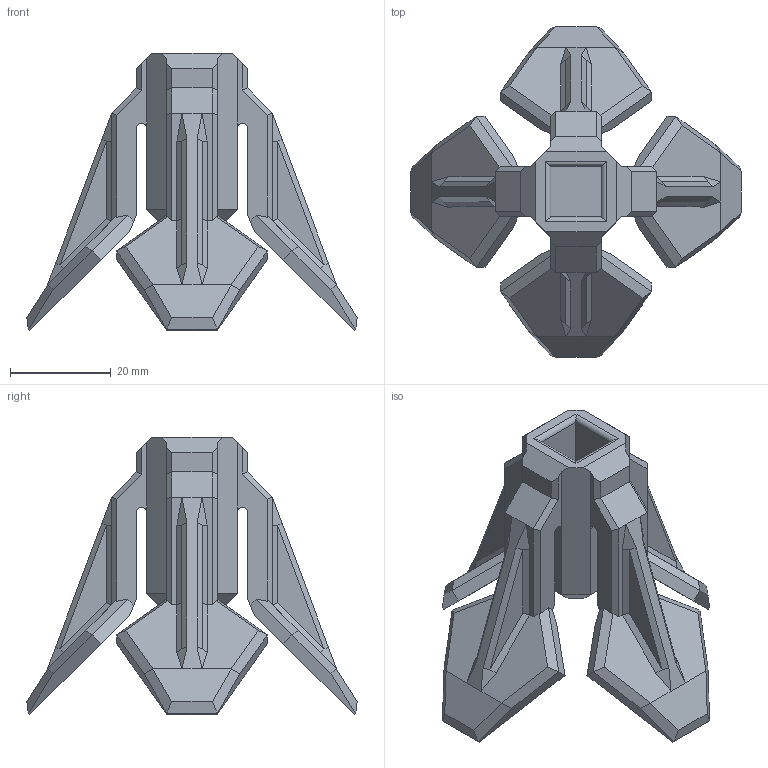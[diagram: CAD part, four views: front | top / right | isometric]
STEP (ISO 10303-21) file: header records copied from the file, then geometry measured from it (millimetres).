
FILE_DESCRIPTION(('FreeCAD Model'),'2;1');
FILE_NAME('foot.step', '2016-01-29T14:02:59',(''),(''),'Open CASCADE STEP processor 6.8', 'FreeCAD','Unknown');
FILE_SCHEMA(('AUTOMOTIVE_DESIGN_CC2 { 1 2 10303 214 -1 1 5 4 }'));
Length unit declared in the file: millimetre
Products named in the file (2): ASSEMBLY; Fillet006
Assembly tree (1 placements, depth 2):
  ASSEMBLY
    Fillet006
Bounding box: 65.65 x 65.65 x 55.21 mm (x, y, z)
Volume: 22939.2 mm3; surface area: 12730.3 mm2
Topology: 1 solids, 1 shells, 215 faces, 551 edges, 340 vertices
Faces by surface type: plane 187, bspline 16, cylinder 12
Entity records: 19669 total; most frequent: CARTESIAN_POINT 8766, DIRECTION 1919, LINE 1477, VECTOR 1477, ORIENTED_EDGE 1102, PCURVE 1102, DEFINITIONAL_REPRESENTATION 1102, EDGE_CURVE 551
